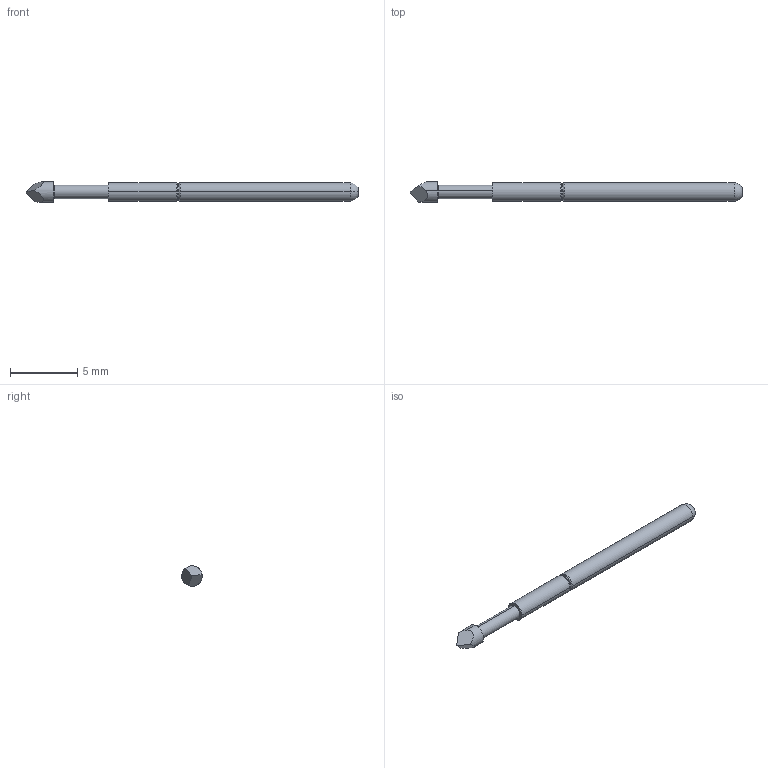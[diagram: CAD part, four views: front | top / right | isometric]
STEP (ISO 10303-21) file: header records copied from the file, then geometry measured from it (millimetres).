
FILE_DESCRIPTION (( 'STEP AP214' ), '1' );
FILE_NAME ('100-PL_1613_.STEP', '2016-05-10T14:54:35', ( 'spare' ), ( '' ), 'SwSTEP 2.0', 'SolidWorks 2016', '' );
FILE_SCHEMA (( 'AUTOMOTIVE_DESIGN' ));
Length unit declared in the file: inch
Products named in the file (1): 100-PL_1613_
Bounding box: 24.64 x 1.52 x 1.52 mm (x, y, z)
Volume: 32.6 mm3; surface area: 103.2 mm2
Topology: 1 solids, 1 shells, 34 faces, 79 edges, 48 vertices
Faces by surface type: cylinder 10, torus 8, plane 8, cone 6, sphere 2
Entity records: 1433 total; most frequent: DIRECTION 188, CARTESIAN_POINT 171, ORIENTED_EDGE 150, AXIS2_PLACEMENT_3D 83, EDGE_CURVE 75, CIRCLE 48, VERTEX_POINT 46, LENGTH_MEASURE_WITH_UNIT 37
